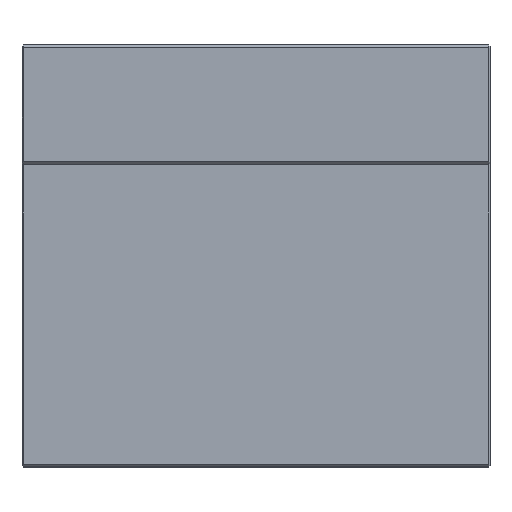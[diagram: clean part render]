
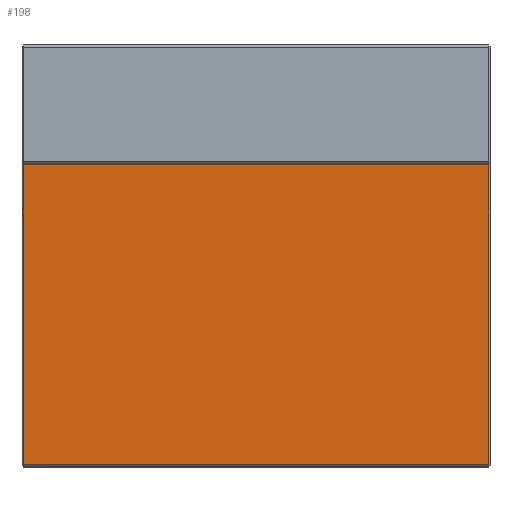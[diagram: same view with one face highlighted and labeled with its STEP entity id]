
A CAD part, top view. The second image highlights one B-rep face of the part: STEP entity #198.
In plain terms, the highlighted planar face has unit normal (0, 0, 1).
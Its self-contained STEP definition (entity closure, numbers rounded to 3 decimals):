
#6 = AXIS2_PLACEMENT_3D ( 'NONE', #292, #305, #306 ) ;
#198 = ADVANCED_FACE ( 'NONE', ( #805 ), #300, .T. ) ;
#292 = CARTESIAN_POINT ( 'NONE',  ( -40., -30., 44.5 ) ) ;
#300 = PLANE ( 'NONE',  #6 ) ;
#305 = DIRECTION ( 'NONE',  ( 0., 0., 1. ) ) ;
#306 = DIRECTION ( 'NONE',  ( 1., 0., 0. ) ) ;
#314 = CARTESIAN_POINT ( 'NONE',  ( -40., -29.75, 44.5 ) ) ;
#315 = DIRECTION ( 'NONE',  ( 1., 0., 0. ) ) ;
#328 = CARTESIAN_POINT ( 'NONE',  ( -40., 21.5, 44.5 ) ) ;
#333 = DIRECTION ( 'NONE',  ( 1., 0., 0. ) ) ;
#363 = CARTESIAN_POINT ( 'NONE',  ( 39.75, 21.5, 44.5 ) ) ;
#379 = DIRECTION ( 'NONE',  ( 0., 1., 0. ) ) ;
#380 = CARTESIAN_POINT ( 'NONE',  ( -39.75, -30., 44.5 ) ) ;
#385 = DIRECTION ( 'NONE',  ( 0., -1., 0. ) ) ;
#557 = CARTESIAN_POINT ( 'NONE',  ( 39.75, -29.75, 44.5 ) ) ;
#563 = CARTESIAN_POINT ( 'NONE',  ( -39.75, 21.5, 44.5 ) ) ;
#579 = CARTESIAN_POINT ( 'NONE',  ( -39.75, -29.75, 44.5 ) ) ;
#588 = CARTESIAN_POINT ( 'NONE',  ( 39.75, 21.5, 44.5 ) ) ;
#631 = EDGE_CURVE ( 'NONE', #1781, #1746, #808, .T. ) ;
#640 = EDGE_CURVE ( 'NONE', #1759, #1793, #819, .T. ) ;
#661 = EDGE_CURVE ( 'NONE', #1746, #1793, #859, .T. ) ;
#663 = EDGE_CURVE ( 'NONE', #1759, #1781, #868, .T. ) ;
#805 = FACE_OUTER_BOUND ( 'NONE', #1322, .T. ) ;
#808 = LINE ( 'NONE', #314, #811 ) ;
#811 = VECTOR ( 'NONE', #315, 1000. ) ;
#819 = LINE ( 'NONE', #328, #826 ) ;
#826 = VECTOR ( 'NONE', #333, 1000. ) ;
#859 = LINE ( 'NONE', #363, #865 ) ;
#865 = VECTOR ( 'NONE', #379, 1000. ) ;
#866 = VECTOR ( 'NONE', #385, 1000. ) ;
#868 = LINE ( 'NONE', #380, #866 ) ;
#1322 = EDGE_LOOP ( 'NONE', ( #1431, #1434, #1344, #1441 ) ) ;
#1344 = ORIENTED_EDGE ( 'NONE', *, *, #631, .T. ) ;
#1431 = ORIENTED_EDGE ( 'NONE', *, *, #640, .F. ) ;
#1434 = ORIENTED_EDGE ( 'NONE', *, *, #663, .T. ) ;
#1441 = ORIENTED_EDGE ( 'NONE', *, *, #661, .T. ) ;
#1746 = VERTEX_POINT ( 'NONE', #557 ) ;
#1759 = VERTEX_POINT ( 'NONE', #563 ) ;
#1781 = VERTEX_POINT ( 'NONE', #579 ) ;
#1793 = VERTEX_POINT ( 'NONE', #588 ) ;
